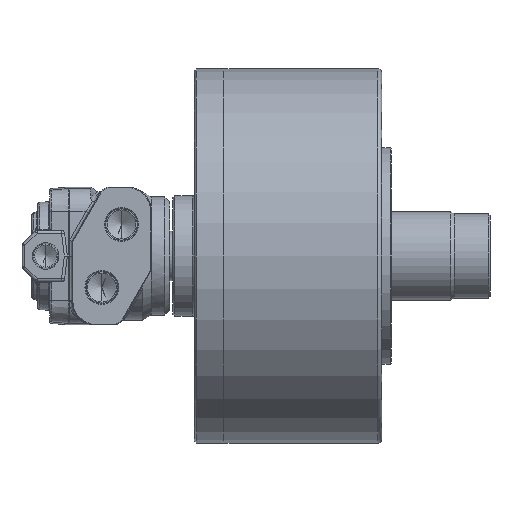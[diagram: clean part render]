
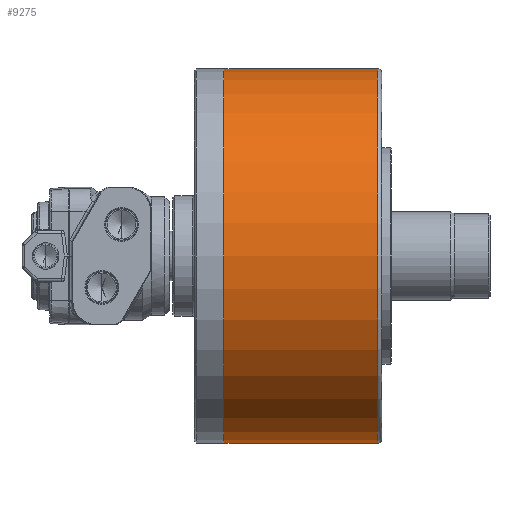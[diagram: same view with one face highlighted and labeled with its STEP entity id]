
A CAD part, front view. The second image highlights one B-rep face of the part: STEP entity #9275.
In plain terms, the highlighted cylindrical face has radius 95 mm (diameter 190 mm), a partial arc.
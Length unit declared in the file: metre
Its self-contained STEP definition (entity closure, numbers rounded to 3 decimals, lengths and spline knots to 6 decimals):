
#1345 = ORIENTED_EDGE ( 'NONE', *, *, #15317, .F. ) ;
#1435 = CIRCLE ( 'NONE', #3844, 0.095 ) ;
#1486 = CARTESIAN_POINT ( 'NONE',  ( 0., 0., 0. ) ) ;
#1758 = ORIENTED_EDGE ( 'NONE', *, *, #5043, .T. ) ;
#2373 = CARTESIAN_POINT ( 'NONE',  ( 0.078, 0., 0.095 ) ) ;
#2491 = DIRECTION ( 'NONE',  ( -1., 0., 0. ) ) ;
#2727 = DIRECTION ( 'NONE',  ( 0., 0., 1. ) ) ;
#3844 = AXIS2_PLACEMENT_3D ( 'NONE', #9950, #2491, #11239 ) ;
#4118 = LINE ( 'NONE', #13893, #10810 ) ;
#4459 = CARTESIAN_POINT ( 'NONE',  ( 0., 0., -0.095 ) ) ;
#4765 = VECTOR ( 'NONE', #5979, 1. ) ;
#4784 = CARTESIAN_POINT ( 'NONE',  ( 0.078, 0., -0.095 ) ) ;
#5043 = EDGE_CURVE ( 'NONE', #14893, #15686, #4118, .T. ) ;
#5901 = VERTEX_POINT ( 'NONE', #4784 ) ;
#5979 = DIRECTION ( 'NONE',  ( -1., 0., 0. ) ) ;
#6014 = DIRECTION ( 'NONE',  ( 0., 0., 1. ) ) ;
#6382 = DIRECTION ( 'NONE',  ( -1., 0., 0. ) ) ;
#6921 = VERTEX_POINT ( 'NONE', #4459 ) ;
#7552 = EDGE_CURVE ( 'NONE', #6921, #15686, #8102, .T. ) ;
#7904 = CYLINDRICAL_SURFACE ( 'NONE', #12669, 0.095 ) ;
#8102 = CIRCLE ( 'NONE', #11432, 0.095 ) ;
#8313 = FACE_OUTER_BOUND ( 'NONE', #11628, .T. ) ;
#8491 = CARTESIAN_POINT ( 'NONE',  ( 0., 0., -0.095 ) ) ;
#8531 = CARTESIAN_POINT ( 'NONE',  ( 0., 0., 0. ) ) ;
#9275 = ADVANCED_FACE ( 'NONE', ( #8313 ), #7904, .T. ) ;
#9950 = CARTESIAN_POINT ( 'NONE',  ( 0.078, 0., 0. ) ) ;
#10186 = EDGE_CURVE ( 'NONE', #5901, #14893, #1435, .T. ) ;
#10225 = DIRECTION ( 'NONE',  ( -1., 0., 0. ) ) ;
#10810 = VECTOR ( 'NONE', #6382, 1. ) ;
#11042 = LINE ( 'NONE', #8491, #4765 ) ;
#11056 = DIRECTION ( 'NONE',  ( -1., 0., 0. ) ) ;
#11239 = DIRECTION ( 'NONE',  ( 0., 0., 1. ) ) ;
#11432 = AXIS2_PLACEMENT_3D ( 'NONE', #1486, #10225, #2727 ) ;
#11628 = EDGE_LOOP ( 'NONE', ( #1345, #15154, #1758, #12002 ) ) ;
#12002 = ORIENTED_EDGE ( 'NONE', *, *, #7552, .F. ) ;
#12064 = CARTESIAN_POINT ( 'NONE',  ( 0., 0., 0.095 ) ) ;
#12669 = AXIS2_PLACEMENT_3D ( 'NONE', #8531, #11056, #6014 ) ;
#13893 = CARTESIAN_POINT ( 'NONE',  ( 0., 0., 0.095 ) ) ;
#14893 = VERTEX_POINT ( 'NONE', #2373 ) ;
#15154 = ORIENTED_EDGE ( 'NONE', *, *, #10186, .T. ) ;
#15317 = EDGE_CURVE ( 'NONE', #5901, #6921, #11042, .T. ) ;
#15686 = VERTEX_POINT ( 'NONE', #12064 ) ;
